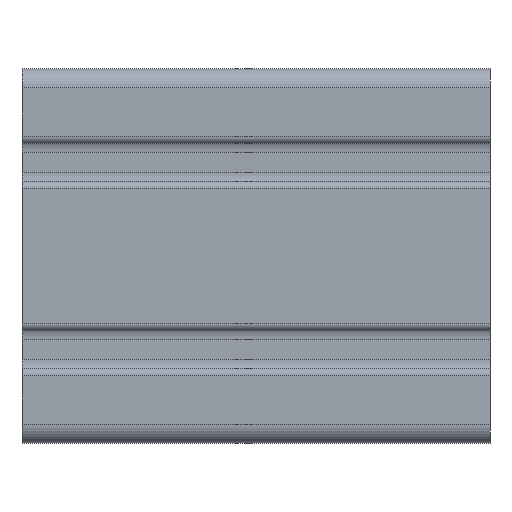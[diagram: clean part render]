
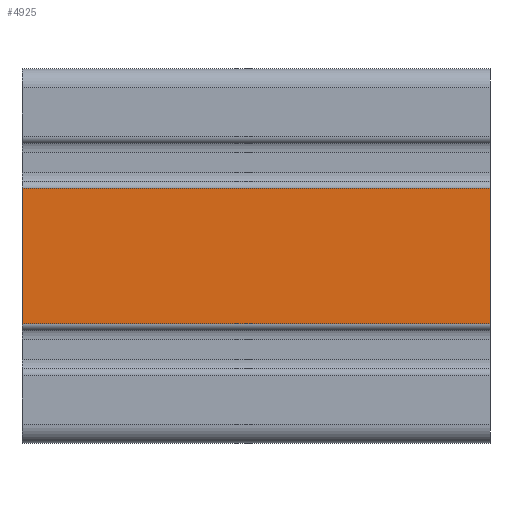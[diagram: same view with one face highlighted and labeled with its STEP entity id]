
A CAD part, front view. The second image highlights one B-rep face of the part: STEP entity #4925.
In plain terms, the highlighted planar face has unit normal (0, -1, 0).
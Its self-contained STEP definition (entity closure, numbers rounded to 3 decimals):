
#55 = VECTOR ( 'NONE', #701, 1000. ) ;
#267 = VECTOR ( 'NONE', #1153, 1000. ) ;
#327 = EDGE_LOOP ( 'NONE', ( #4614, #1151, #2984, #1915 ) ) ;
#532 = EDGE_CURVE ( 'NONE', #2292, #4998, #745, .T. ) ;
#701 = DIRECTION ( 'NONE',  ( 0., 0., -1. ) ) ;
#706 = CARTESIAN_POINT ( 'NONE',  ( 59.184, 14.898, 14.45 ) ) ;
#745 = LINE ( 'NONE', #3391, #1343 ) ;
#815 = EDGE_CURVE ( 'NONE', #2638, #2150, #2327, .T. ) ;
#1151 = ORIENTED_EDGE ( 'NONE', *, *, #2163, .F. ) ;
#1153 = DIRECTION ( 'NONE',  ( -1., 0., 0. ) ) ;
#1343 = VECTOR ( 'NONE', #5305, 1000. ) ;
#1436 = LINE ( 'NONE', #5002, #1892 ) ;
#1638 = AXIS2_PLACEMENT_3D ( 'NONE', #1983, #3039, #2560 ) ;
#1695 = CARTESIAN_POINT ( 'NONE',  ( -40.816, 14.898, 14.45 ) ) ;
#1892 = VECTOR ( 'NONE', #2538, 1000. ) ;
#1915 = ORIENTED_EDGE ( 'NONE', *, *, #4411, .T. ) ;
#1983 = CARTESIAN_POINT ( 'NONE',  ( 59.184, 14.898, 14.45 ) ) ;
#2139 = CARTESIAN_POINT ( 'NONE',  ( 59.184, 14.898, -14.45 ) ) ;
#2150 = VERTEX_POINT ( 'NONE', #2139 ) ;
#2163 = EDGE_CURVE ( 'NONE', #2150, #4998, #1436, .T. ) ;
#2292 = VERTEX_POINT ( 'NONE', #1695 ) ;
#2327 = LINE ( 'NONE', #5030, #55 ) ;
#2538 = DIRECTION ( 'NONE',  ( -1., 0., 0. ) ) ;
#2540 = LINE ( 'NONE', #706, #267 ) ;
#2560 = DIRECTION ( 'NONE',  ( 0., 0., 1. ) ) ;
#2638 = VERTEX_POINT ( 'NONE', #4917 ) ;
#2984 = ORIENTED_EDGE ( 'NONE', *, *, #815, .F. ) ;
#3039 = DIRECTION ( 'NONE',  ( 0., 1., 0. ) ) ;
#3056 = FACE_OUTER_BOUND ( 'NONE', #327, .T. ) ;
#3391 = CARTESIAN_POINT ( 'NONE',  ( -40.816, 14.898, 14.45 ) ) ;
#3450 = PLANE ( 'NONE',  #1638 ) ;
#3508 = CARTESIAN_POINT ( 'NONE',  ( -40.816, 14.898, -14.45 ) ) ;
#4411 = EDGE_CURVE ( 'NONE', #2638, #2292, #2540, .T. ) ;
#4614 = ORIENTED_EDGE ( 'NONE', *, *, #532, .T. ) ;
#4917 = CARTESIAN_POINT ( 'NONE',  ( 59.184, 14.898, 14.45 ) ) ;
#4925 = ADVANCED_FACE ( 'NONE', ( #3056 ), #3450, .F. ) ;
#4998 = VERTEX_POINT ( 'NONE', #3508 ) ;
#5002 = CARTESIAN_POINT ( 'NONE',  ( 59.184, 14.898, -14.45 ) ) ;
#5030 = CARTESIAN_POINT ( 'NONE',  ( 59.184, 14.898, 14.45 ) ) ;
#5305 = DIRECTION ( 'NONE',  ( 0., 0., -1. ) ) ;
